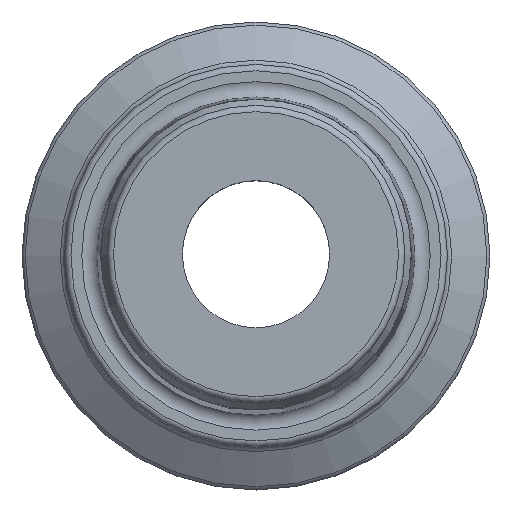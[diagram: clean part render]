
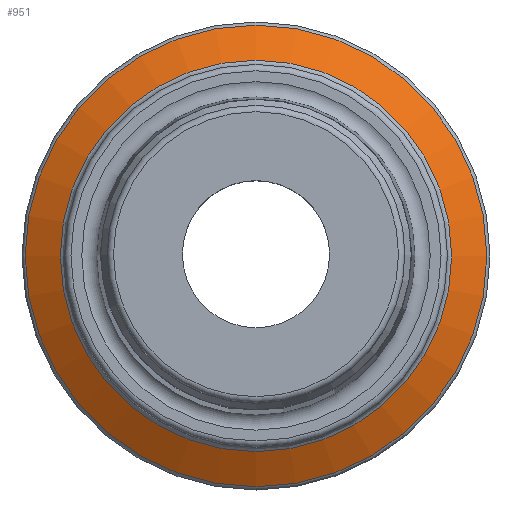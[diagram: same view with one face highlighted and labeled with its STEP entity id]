
A CAD part, top view. The second image highlights one B-rep face of the part: STEP entity #951.
In plain terms, the highlighted conical face has half-angle 60 degrees and reference radius 9 mm.
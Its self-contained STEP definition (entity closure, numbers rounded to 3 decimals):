
#244=ORIENTED_EDGE('',*,*,#340,.T.);
#245=ORIENTED_EDGE('',*,*,#341,.T.);
#340=EDGE_CURVE('',#401,#401,#444,.T.);
#341=EDGE_CURVE('',#402,#402,#445,.T.);
#401=VERTEX_POINT('',#1413);
#402=VERTEX_POINT('',#1416);
#444=CIRCLE('',#1033,10.85);
#445=CIRCLE('',#1035,9.2);
#514=EDGE_LOOP('',(#244));
#515=EDGE_LOOP('',(#245));
#586=FACE_BOUND('',#514,.T.);
#587=FACE_BOUND('',#515,.T.);
#598=CONICAL_SURFACE('',#1041,9.,1.047);
#951=ADVANCED_FACE('',(#586,#587),#598,.T.);
#1033=AXIS2_PLACEMENT_3D('',#1412,#1224,#1225);
#1035=AXIS2_PLACEMENT_3D('',#1415,#1228,#1229);
#1041=AXIS2_PLACEMENT_3D('',#1424,#1240,#1241);
#1224=DIRECTION('',(0.,0.,1.));
#1225=DIRECTION('',(1.,0.,0.));
#1228=DIRECTION('',(0.,0.,-1.));
#1229=DIRECTION('',(-1.,0.,0.));
#1240=DIRECTION('',(0.,0.,-1.));
#1241=DIRECTION('',(-1.,0.,0.));
#1412=CARTESIAN_POINT('',(0.,0.,1.932));
#1413=CARTESIAN_POINT('',(10.85,0.,1.932));
#1415=CARTESIAN_POINT('',(0.,0.,2.885));
#1416=CARTESIAN_POINT('',(-9.2,0.,2.885));
#1424=CARTESIAN_POINT('',(0.,0.,3.));
